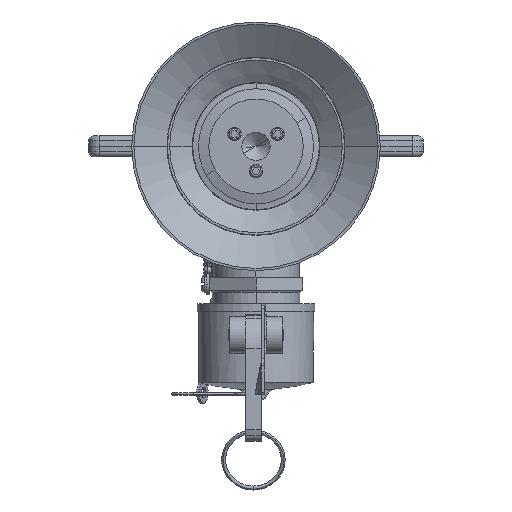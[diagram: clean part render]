
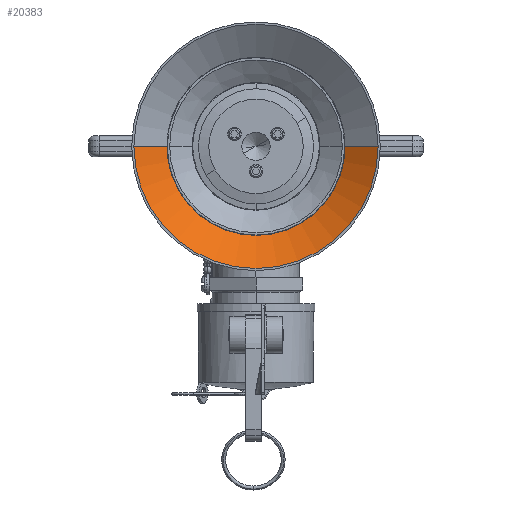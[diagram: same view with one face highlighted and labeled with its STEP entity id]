
A CAD part, left-side view. The second image highlights one B-rep face of the part: STEP entity #20383.
In plain terms, the highlighted conical face has half-angle 55 degrees and reference radius 64.052 mm.
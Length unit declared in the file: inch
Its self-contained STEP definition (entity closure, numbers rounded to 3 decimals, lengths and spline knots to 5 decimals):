
#16911=CARTESIAN_POINT('',(-9.35046,0.,0.));
#16912=DIRECTION('',(1.,0.,0.));
#16913=DIRECTION('',(0.,-1.,0.));
#16914=AXIS2_PLACEMENT_3D('',#16911,#16912,#16913);
#16921=DIRECTION('',(-0.574,-0.819,0.));
#16922=VECTOR('',#16921,0.96319);
#16923=CARTESIAN_POINT('',(-8.798,-2.12725,0.));
#16924=LINE('',#16923,#16922);
#16925=DIRECTION('',(-0.574,0.819,0.));
#16926=VECTOR('',#16925,0.96319);
#16927=CARTESIAN_POINT('',(-8.798,2.12725,0.));
#16928=LINE('',#16927,#16926);
#16929=CARTESIAN_POINT('',(-8.798,0.,0.));
#16930=DIRECTION('',(1.,0.,0.));
#16931=DIRECTION('',(0.,-1.,0.));
#16932=AXIS2_PLACEMENT_3D('',#16929,#16930,#16931);
#17184=CARTESIAN_POINT('',(-8.798,-2.12725,0.));
#17186=VERTEX_POINT('',#17184);
#17187=CARTESIAN_POINT('',(-9.35046,-2.91625,0.));
#17188=VERTEX_POINT('',#17187);
#17190=CARTESIAN_POINT('',(-8.798,2.12725,0.));
#17192=VERTEX_POINT('',#17190);
#17193=CARTESIAN_POINT('',(-9.35046,2.91625,0.));
#17194=VERTEX_POINT('',#17193);
#20371=CARTESIAN_POINT('',(-9.07423,0.,0.));
#20372=DIRECTION('',(-1.,0.,0.));
#20373=DIRECTION('',(0.,-1.,0.));
#20374=AXIS2_PLACEMENT_3D('',#20371,#20372,#20373);
#20375=CONICAL_SURFACE('',#20374,2.52175,55.);
#20376=ORIENTED_EDGE('',*,*,#20361,.T.);
#20377=ORIENTED_EDGE('',*,*,#20351,.T.);
#20378=ORIENTED_EDGE('',*,*,#20365,.F.);
#20380=ORIENTED_EDGE('',*,*,#20379,.F.);
#20381=EDGE_LOOP('',(#20376,#20377,#20378,#20380));
#20382=FACE_OUTER_BOUND('',#20381,.F.);
#16915=CIRCLE('',#16914,2.91625);
#16933=CIRCLE('',#16932,2.12725);
#20351=EDGE_CURVE('',#17188,#17194,#16915,.T.);
#20361=EDGE_CURVE('',#17186,#17188,#16924,.T.);
#20365=EDGE_CURVE('',#17192,#17194,#16928,.T.);
#20379=EDGE_CURVE('',#17186,#17192,#16933,.T.);
#20383=ADVANCED_FACE('',(#20382),#20375,.F.);
